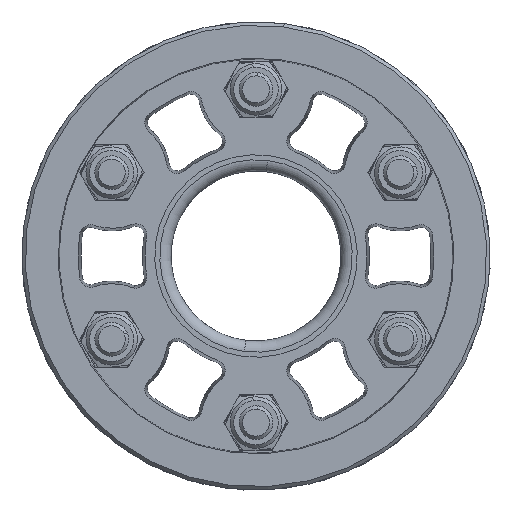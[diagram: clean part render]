
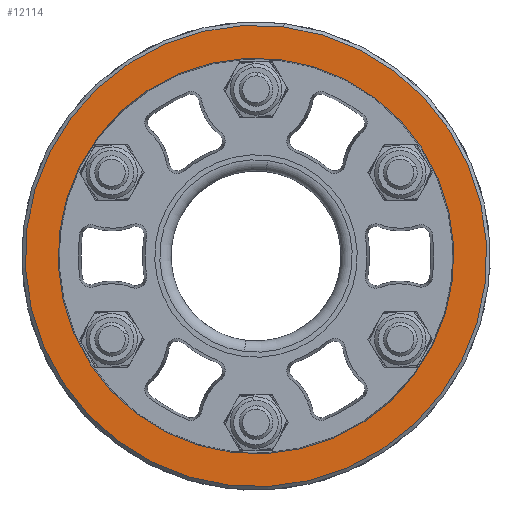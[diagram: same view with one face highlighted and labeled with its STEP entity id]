
A CAD part, front view. The second image highlights one B-rep face of the part: STEP entity #12114.
In plain terms, the highlighted planar face has unit normal (0, -1, 0).
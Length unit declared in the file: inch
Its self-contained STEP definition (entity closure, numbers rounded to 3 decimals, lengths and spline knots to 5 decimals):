
#193 = DIRECTION ( 'NONE',  ( 0., -1., 0. ) ) ;
#822 = DIRECTION ( 'NONE',  ( 0., -1., 0. ) ) ;
#1060 = VERTEX_POINT ( 'NONE', #12817 ) ;
#1299 = VERTEX_POINT ( 'NONE', #14898 ) ;
#1555 = DIRECTION ( 'NONE',  ( 0., -1., 0. ) ) ;
#2645 = AXIS2_PLACEMENT_3D ( 'NONE', #29243, #1555, #4661 ) ;
#3193 = AXIS2_PLACEMENT_3D ( 'NONE', #25940, #822, #14475 ) ;
#4611 = CIRCLE ( 'NONE', #3193, 1.29875 ) ;
#4661 = DIRECTION ( 'NONE',  ( 0., 0., 1. ) ) ;
#4732 = ORIENTED_EDGE ( 'NONE', *, *, #5108, .F. ) ;
#5108 = EDGE_CURVE ( 'NONE', #22177, #1299, #25730, .T. ) ;
#5649 = AXIS2_PLACEMENT_3D ( 'NONE', #25748, #193, #16261 ) ;
#5860 = PLANE ( 'NONE',  #26591 ) ;
#6140 = CARTESIAN_POINT ( 'NONE',  ( 0., 0.03, 0. ) ) ;
#7305 = EDGE_CURVE ( 'NONE', #1299, #22177, #18590, .T. ) ;
#7520 = CARTESIAN_POINT ( 'NONE',  ( 0., 0.03, -1.1137 ) ) ;
#8102 = CARTESIAN_POINT ( 'NONE',  ( 0.2, 0.03, 0. ) ) ;
#9574 = ORIENTED_EDGE ( 'NONE', *, *, #18512, .T. ) ;
#9898 = FACE_OUTER_BOUND ( 'NONE', #10463, .T. ) ;
#10463 = EDGE_LOOP ( 'NONE', ( #29175, #9574 ) ) ;
#12114 = ADVANCED_FACE ( 'NONE', ( #19114, #9898 ), #5860, .F. ) ;
#12731 = AXIS2_PLACEMENT_3D ( 'NONE', #6140, #18141, #17560 ) ;
#12817 = CARTESIAN_POINT ( 'NONE',  ( 0., 0.03, 1.29875 ) ) ;
#14246 = EDGE_LOOP ( 'NONE', ( #4732, #24121 ) ) ;
#14473 = VERTEX_POINT ( 'NONE', #14608 ) ;
#14475 = DIRECTION ( 'NONE',  ( 0., 0., 1. ) ) ;
#14608 = CARTESIAN_POINT ( 'NONE',  ( 0., 0.03, -1.29875 ) ) ;
#14898 = CARTESIAN_POINT ( 'NONE',  ( 0., 0.03, 1.1137 ) ) ;
#16261 = DIRECTION ( 'NONE',  ( 0., 0., -1. ) ) ;
#17292 = DIRECTION ( 'NONE',  ( 0., 0., 1. ) ) ;
#17560 = DIRECTION ( 'NONE',  ( 0., 0., -1. ) ) ;
#18141 = DIRECTION ( 'NONE',  ( 0., -1., 0. ) ) ;
#18512 = EDGE_CURVE ( 'NONE', #14473, #1060, #21410, .T. ) ;
#18590 = CIRCLE ( 'NONE', #5649, 1.1137 ) ;
#19114 = FACE_BOUND ( 'NONE', #14246, .T. ) ;
#21410 = CIRCLE ( 'NONE', #2645, 1.29875 ) ;
#22177 = VERTEX_POINT ( 'NONE', #7520 ) ;
#24121 = ORIENTED_EDGE ( 'NONE', *, *, #7305, .F. ) ;
#25730 = CIRCLE ( 'NONE', #12731, 1.1137 ) ;
#25748 = CARTESIAN_POINT ( 'NONE',  ( 0., 0.03, 0. ) ) ;
#25940 = CARTESIAN_POINT ( 'NONE',  ( 0., 0.03, 0. ) ) ;
#26591 = AXIS2_PLACEMENT_3D ( 'NONE', #8102, #28308, #17292 ) ;
#28308 = DIRECTION ( 'NONE',  ( 0., 1., 0. ) ) ;
#29109 = EDGE_CURVE ( 'NONE', #1060, #14473, #4611, .T. ) ;
#29175 = ORIENTED_EDGE ( 'NONE', *, *, #29109, .T. ) ;
#29243 = CARTESIAN_POINT ( 'NONE',  ( 0., 0.03, 0. ) ) ;
